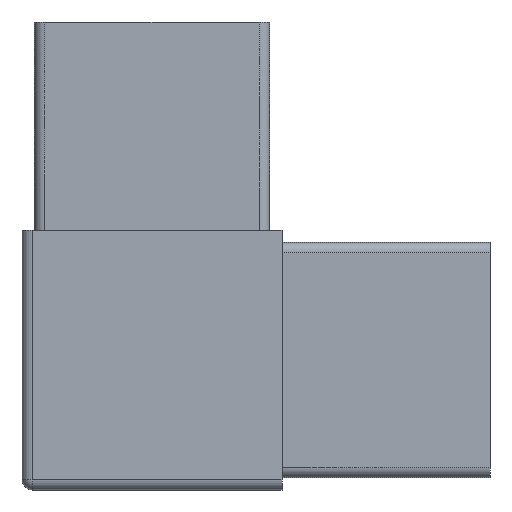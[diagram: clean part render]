
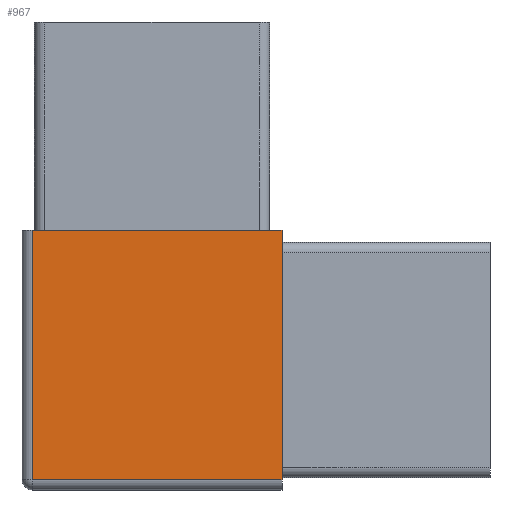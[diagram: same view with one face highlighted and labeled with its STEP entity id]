
A CAD part, front view. The second image highlights one B-rep face of the part: STEP entity #967.
In plain terms, the highlighted planar face has unit normal (0, -1, 0).
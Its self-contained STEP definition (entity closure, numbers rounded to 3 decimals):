
#18 = EDGE_LOOP ( 'NONE', ( #382, #462, #35, #1271 ) ) ;
#29 = PLANE ( 'NONE',  #213 ) ;
#35 = ORIENTED_EDGE ( 'NONE', *, *, #335, .T. ) ;
#93 = VECTOR ( 'NONE', #1403, 1000. ) ;
#213 = AXIS2_PLACEMENT_3D ( 'NONE', #435, #271, #1097 ) ;
#238 = LINE ( 'NONE', #930, #444 ) ;
#259 = LINE ( 'NONE', #1191, #361 ) ;
#271 = DIRECTION ( 'NONE',  ( 0., 1., 0. ) ) ;
#312 = LINE ( 'NONE', #453, #1505 ) ;
#335 = EDGE_CURVE ( 'NONE', #1197, #856, #238, .T. ) ;
#361 = VECTOR ( 'NONE', #1392, 1000. ) ;
#382 = ORIENTED_EDGE ( 'NONE', *, *, #1250, .F. ) ;
#404 = EDGE_CURVE ( 'NONE', #1067, #1197, #493, .T. ) ;
#435 = CARTESIAN_POINT ( 'NONE',  ( 0., -8.75, 0. ) ) ;
#444 = VECTOR ( 'NONE', #812, 1000. ) ;
#453 = CARTESIAN_POINT ( 'NONE',  ( 12.5, -8.75, -12.5 ) ) ;
#462 = ORIENTED_EDGE ( 'NONE', *, *, #404, .T. ) ;
#493 = LINE ( 'NONE', #940, #93 ) ;
#510 = FACE_OUTER_BOUND ( 'NONE', #18, .T. ) ;
#613 = CARTESIAN_POINT ( 'NONE',  ( -11.5, -8.75, -11.5 ) ) ;
#652 = EDGE_CURVE ( 'NONE', #719, #856, #312, .T. ) ;
#719 = VERTEX_POINT ( 'NONE', #1366 ) ;
#812 = DIRECTION ( 'NONE',  ( 1., 0., 0. ) ) ;
#856 = VERTEX_POINT ( 'NONE', #1388 ) ;
#930 = CARTESIAN_POINT ( 'NONE',  ( 0., -8.75, -11.5 ) ) ;
#940 = CARTESIAN_POINT ( 'NONE',  ( -11.5, -8.75, 0. ) ) ;
#967 = ADVANCED_FACE ( 'NONE', ( #510 ), #29, .F. ) ;
#1067 = VERTEX_POINT ( 'NONE', #1496 ) ;
#1097 = DIRECTION ( 'NONE',  ( 0., 0., 1. ) ) ;
#1126 = DIRECTION ( 'NONE',  ( 0., 0., -1. ) ) ;
#1191 = CARTESIAN_POINT ( 'NONE',  ( -12.5, -8.75, 12.5 ) ) ;
#1197 = VERTEX_POINT ( 'NONE', #613 ) ;
#1250 = EDGE_CURVE ( 'NONE', #1067, #719, #259, .T. ) ;
#1271 = ORIENTED_EDGE ( 'NONE', *, *, #652, .F. ) ;
#1366 = CARTESIAN_POINT ( 'NONE',  ( 12.5, -8.75, 12.5 ) ) ;
#1388 = CARTESIAN_POINT ( 'NONE',  ( 12.5, -8.75, -11.5 ) ) ;
#1392 = DIRECTION ( 'NONE',  ( 1., 0., 0. ) ) ;
#1403 = DIRECTION ( 'NONE',  ( 0., 0., -1. ) ) ;
#1496 = CARTESIAN_POINT ( 'NONE',  ( -11.5, -8.75, 12.5 ) ) ;
#1505 = VECTOR ( 'NONE', #1126, 1000. ) ;
